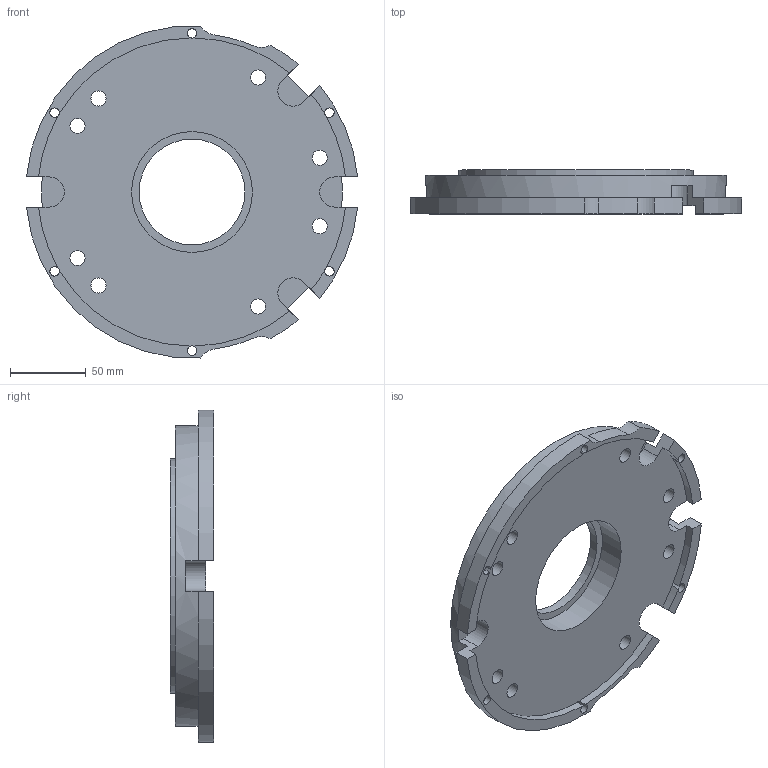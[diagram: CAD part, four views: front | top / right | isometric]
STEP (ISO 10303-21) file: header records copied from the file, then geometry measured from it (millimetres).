
FILE_DESCRIPTION(/* description */ (''),/* implementation_level */ '2;1');
FILE_NAME(/* name */ 'FLANGIA_MOTORE_.stp',/* time_stamp */ '2016-06-02T11:44:21+02:00',/* author */ (''),/* organization */ (''),/* preprocessor_version */ 'ST-DEVELOPER v16.5',/* originating_system */ 'Autodesk Translation Framework v5.0.0.3310',/* authorisation */ '');
FILE_SCHEMA (('AUTOMOTIVE_DESIGN { 1 0 10303 214 3 1 1 }'));
Length unit declared in the file: centimetre
Products named in the file (1): FLANGIA_MOTORE_
Bounding box: 219.09 x 29 x 219.71 mm (x, y, z)
Volume: 601084.8 mm3; surface area: 98898.5 mm2
Topology: 1 solids, 1 shells, 68 faces, 210 edges, 140 vertices
Faces by surface type: cylinder 44, plane 24
Full cylindrical faces by diameter (mm): 6.3 x6, 10 x8, 70 x1, 80 x1, 155 x1, 199 x1
Entity records: 2326 total; most frequent: DIRECTION 424, CARTESIAN_POINT 387, ORIENTED_EDGE 370, EDGE_CURVE 185, AXIS2_PLACEMENT_3D 170, VERTEX_POINT 133, EDGE_LOOP 112, CIRCLE 101
